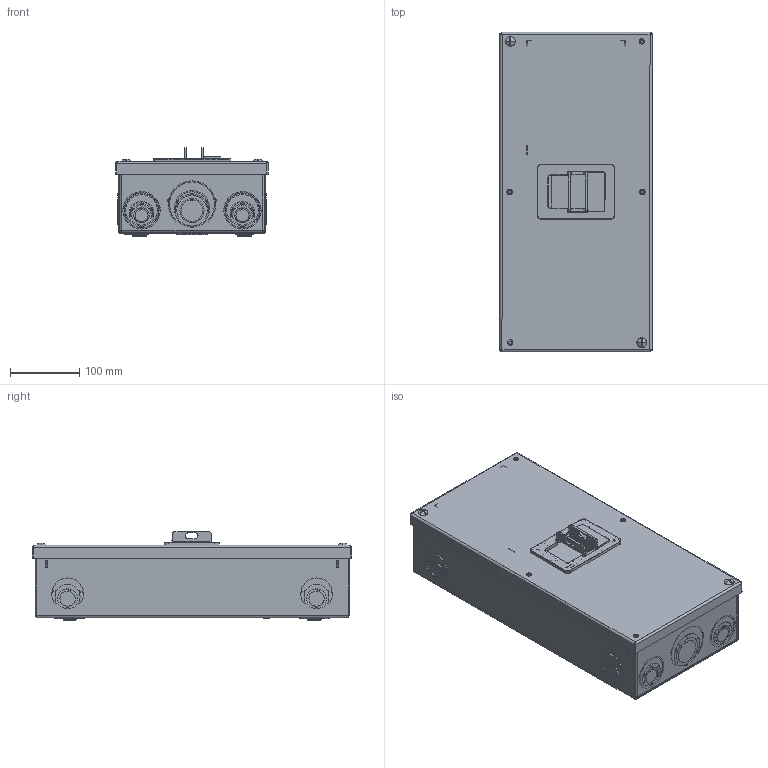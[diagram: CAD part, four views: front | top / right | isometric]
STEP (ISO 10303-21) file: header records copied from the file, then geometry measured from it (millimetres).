
FILE_DESCRIPTION((''),'2;1');
FILE_NAME('PHA6793701_ASM','2019-03-06T',('SESA360354'),('Schneider-Electric'),'PRO/ENGINEER BY PARAMETRIC TECHNOLOGY CORPORATION, 2015440','PRO/ENGINEER BY PARAMETRIC TECHNOLOGY CORPORATION, 2015440','');
FILE_SCHEMA(('CONFIG_CONTROL_DESIGN'));
Products named in the file (1): PHA6793701_ASM
Bounding box: 220.76 x 463.01 x 128.92 mm (x, y, z)
Volume: 322109.5 mm3; surface area: 815248.1 mm2
Topology: 29 solids, 42 shells, 3124 faces, 8452 edges, 5409 vertices
Faces by surface type: plane 1624, cylinder 1069, bspline 146, torus 134, sphere 79, cone 72
Entity records: 107439 total; most frequent: CARTESIAN_POINT 28772, ORIENTED_EDGE 16661, DIRECTION 16275, EDGE_CURVE 8382, AXIS2_PLACEMENT_3D 5723, VERTEX_POINT 5409, VECTOR 4829, LINE 4829
